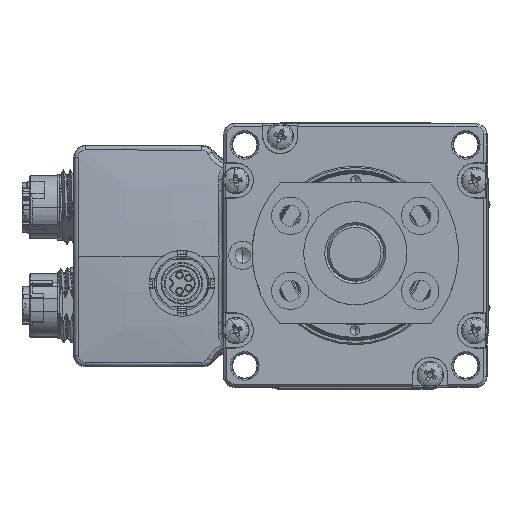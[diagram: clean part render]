
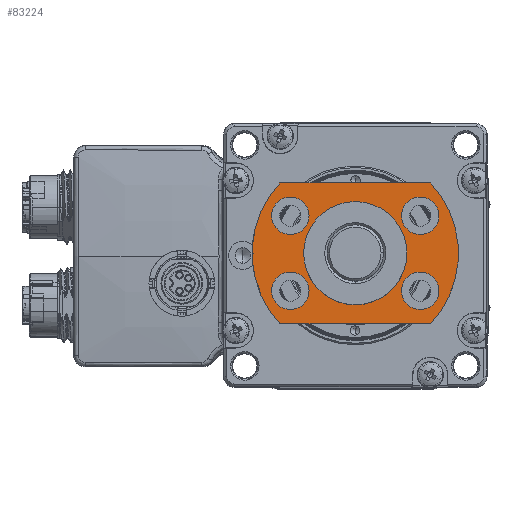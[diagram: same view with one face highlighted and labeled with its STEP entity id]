
A CAD part, top view. The second image highlights one B-rep face of the part: STEP entity #83224.
In plain terms, the highlighted planar face has unit normal (0, 0, 1).
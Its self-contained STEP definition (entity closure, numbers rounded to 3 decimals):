
#1405 = AXIS2_PLACEMENT_3D ( 'NONE', #5507, #93225, #27571 ) ;
#1665 = AXIS2_PLACEMENT_3D ( 'NONE', #24011, #88082, #40280 ) ;
#2194 = VECTOR ( 'NONE', #93470, 1000. ) ;
#2274 = DIRECTION ( 'NONE',  ( 1., 0., 0. ) ) ;
#2338 = ORIENTED_EDGE ( 'NONE', *, *, #98652, .F. ) ;
#2731 = VERTEX_POINT ( 'NONE', #37885 ) ;
#3498 = CARTESIAN_POINT ( 'NONE',  ( -4., -13.856, 10. ) ) ;
#4188 = FACE_BOUND ( 'NONE', #65262, .T. ) ;
#4203 = DIRECTION ( 'NONE',  ( 0., 0., 1. ) ) ;
#5507 = CARTESIAN_POINT ( 'NONE',  ( -8., -13.856, 10. ) ) ;
#6291 = CARTESIAN_POINT ( 'NONE',  ( 8., -13.856, 10. ) ) ;
#6307 = EDGE_CURVE ( 'NONE', #36444, #52084, #18185, .T. ) ;
#6723 = VERTEX_POINT ( 'NONE', #79619 ) ;
#7039 = CARTESIAN_POINT ( 'NONE',  ( -8., 13.856, 10. ) ) ;
#8705 = DIRECTION ( 'NONE',  ( 1., 0., 0. ) ) ;
#9019 = VERTEX_POINT ( 'NONE', #71010 ) ;
#11547 = DIRECTION ( 'NONE',  ( 0., 0., 1. ) ) ;
#11650 = VERTEX_POINT ( 'NONE', #66897 ) ;
#12219 = DIRECTION ( 'NONE',  ( 0., 0., 1. ) ) ;
#12952 = EDGE_CURVE ( 'NONE', #46833, #27558, #14662, .T. ) ;
#13004 = EDGE_CURVE ( 'NONE', #49841, #103202, #44266, .T. ) ;
#14523 = VERTEX_POINT ( 'NONE', #78852 ) ;
#14662 = LINE ( 'NONE', #29884, #2194 ) ;
#15200 = VERTEX_POINT ( 'NONE', #103951 ) ;
#15638 = VECTOR ( 'NONE', #61069, 1000. ) ;
#17352 = ORIENTED_EDGE ( 'NONE', *, *, #6307, .T. ) ;
#18185 = CIRCLE ( 'NONE', #1405, 4. ) ;
#18419 = EDGE_CURVE ( 'NONE', #6723, #23967, #31882, .T. ) ;
#18540 = DIRECTION ( 'NONE',  ( 0., 0., 1. ) ) ;
#18915 = FACE_BOUND ( 'NONE', #53248, .T. ) ;
#20649 = CARTESIAN_POINT ( 'NONE',  ( -15., 16.093, 10. ) ) ;
#23967 = VERTEX_POINT ( 'NONE', #31896 ) ;
#24011 = CARTESIAN_POINT ( 'NONE',  ( -8., -13.856, 10. ) ) ;
#25004 = CARTESIAN_POINT ( 'NONE',  ( -12., -13.856, 10. ) ) ;
#25272 = CIRCLE ( 'NONE', #45461, 22. ) ;
#25308 = CIRCLE ( 'NONE', #33711, 4. ) ;
#27558 = VERTEX_POINT ( 'NONE', #89528 ) ;
#27571 = DIRECTION ( 'NONE',  ( 1., 0., 0. ) ) ;
#29884 = CARTESIAN_POINT ( 'NONE',  ( -15., 16.093, 10. ) ) ;
#30119 = AXIS2_PLACEMENT_3D ( 'NONE', #62422, #78670, #70825 ) ;
#30803 = AXIS2_PLACEMENT_3D ( 'NONE', #91911, #98764, #100319 ) ;
#31561 = ORIENTED_EDGE ( 'NONE', *, *, #79103, .T. ) ;
#31882 = CIRCLE ( 'NONE', #90575, 4. ) ;
#31896 = CARTESIAN_POINT ( 'NONE',  ( 12., -13.856, 10. ) ) ;
#33711 = AXIS2_PLACEMENT_3D ( 'NONE', #7039, #70601, #71116 ) ;
#34719 = VERTEX_POINT ( 'NONE', #91846 ) ;
#34881 = ORIENTED_EDGE ( 'NONE', *, *, #69957, .F. ) ;
#35009 = AXIS2_PLACEMENT_3D ( 'NONE', #103822, #80663, #8705 ) ;
#36230 = FACE_BOUND ( 'NONE', #54193, .T. ) ;
#36444 = VERTEX_POINT ( 'NONE', #3498 ) ;
#36710 = CARTESIAN_POINT ( 'NONE',  ( 0., 0., 10. ) ) ;
#36858 = CARTESIAN_POINT ( 'NONE',  ( 15., 16.093, 10. ) ) ;
#37696 = AXIS2_PLACEMENT_3D ( 'NONE', #90501, #18540, #91038 ) ;
#37885 = CARTESIAN_POINT ( 'NONE',  ( 12., 13.856, 10. ) ) ;
#37899 = ORIENTED_EDGE ( 'NONE', *, *, #86993, .F. ) ;
#40280 = DIRECTION ( 'NONE',  ( 1., 0., 0. ) ) ;
#40454 = EDGE_CURVE ( 'NONE', #103202, #46833, #25272, .T. ) ;
#40768 = ORIENTED_EDGE ( 'NONE', *, *, #94769, .T. ) ;
#42558 = FACE_BOUND ( 'NONE', #91462, .T. ) ;
#43031 = DIRECTION ( 'NONE',  ( 1., 0., 0. ) ) ;
#43552 = DIRECTION ( 'NONE',  ( 0., 0., 1. ) ) ;
#44073 = EDGE_LOOP ( 'NONE', ( #73583, #85276, #31561, #81561 ) ) ;
#44127 = CARTESIAN_POINT ( 'NONE',  ( 0., 0., 10. ) ) ;
#44266 = LINE ( 'NONE', #101005, #15638 ) ;
#44937 = ORIENTED_EDGE ( 'NONE', *, *, #45950, .T. ) ;
#45461 = AXIS2_PLACEMENT_3D ( 'NONE', #36710, #43552, #43031 ) ;
#45696 = CARTESIAN_POINT ( 'NONE',  ( 0., 0., 10. ) ) ;
#45950 = EDGE_CURVE ( 'NONE', #52084, #36444, #55298, .T. ) ;
#46833 = VERTEX_POINT ( 'NONE', #20649 ) ;
#46941 = CIRCLE ( 'NONE', #75390, 4. ) ;
#49375 = CIRCLE ( 'NONE', #37696, 11. ) ;
#49502 = CIRCLE ( 'NONE', #64597, 11. ) ;
#49688 = EDGE_LOOP ( 'NONE', ( #37899, #2338 ) ) ;
#49758 = ORIENTED_EDGE ( 'NONE', *, *, #18419, .T. ) ;
#49841 = VERTEX_POINT ( 'NONE', #61681 ) ;
#52084 = VERTEX_POINT ( 'NONE', #25004 ) ;
#53248 = EDGE_LOOP ( 'NONE', ( #40768, #49758 ) ) ;
#54193 = EDGE_LOOP ( 'NONE', ( #34881, #90649 ) ) ;
#55298 = CIRCLE ( 'NONE', #1665, 4. ) ;
#58762 = CIRCLE ( 'NONE', #72190, 22. ) ;
#60578 = DIRECTION ( 'NONE',  ( 1., 0., 0. ) ) ;
#61069 = DIRECTION ( 'NONE',  ( 0., 1., 0. ) ) ;
#61601 = ORIENTED_EDGE ( 'NONE', *, *, #70623, .F. ) ;
#61681 = CARTESIAN_POINT ( 'NONE',  ( 15., -16.093, 10. ) ) ;
#62422 = CARTESIAN_POINT ( 'NONE',  ( 8., 13.856, 10. ) ) ;
#64597 = AXIS2_PLACEMENT_3D ( 'NONE', #44127, #11547, #76151 ) ;
#65262 = EDGE_LOOP ( 'NONE', ( #17352, #44937 ) ) ;
#66353 = CARTESIAN_POINT ( 'NONE',  ( -8., 13.856, 10. ) ) ;
#66707 = FACE_BOUND ( 'NONE', #49688, .T. ) ;
#66897 = CARTESIAN_POINT ( 'NONE',  ( -12., 13.856, 10. ) ) ;
#69567 = AXIS2_PLACEMENT_3D ( 'NONE', #66353, #12219, #2274 ) ;
#69957 = EDGE_CURVE ( 'NONE', #2731, #34719, #103802, .T. ) ;
#70601 = DIRECTION ( 'NONE',  ( 0., 0., 1. ) ) ;
#70623 = EDGE_CURVE ( 'NONE', #9019, #14523, #49502, .T. ) ;
#70825 = DIRECTION ( 'NONE',  ( 1., 0., 0. ) ) ;
#70904 = DIRECTION ( 'NONE',  ( 1., 0., 0. ) ) ;
#71010 = CARTESIAN_POINT ( 'NONE',  ( -11., 0., 10. ) ) ;
#71116 = DIRECTION ( 'NONE',  ( 1., 0., 0. ) ) ;
#72190 = AXIS2_PLACEMENT_3D ( 'NONE', #45696, #4203, #91420 ) ;
#73583 = ORIENTED_EDGE ( 'NONE', *, *, #40454, .T. ) ;
#75082 = PLANE ( 'NONE',  #30803 ) ;
#75104 = EDGE_CURVE ( 'NONE', #34719, #2731, #83804, .T. ) ;
#75390 = AXIS2_PLACEMENT_3D ( 'NONE', #85239, #98952, #60578 ) ;
#75617 = FACE_OUTER_BOUND ( 'NONE', #44073, .T. ) ;
#76151 = DIRECTION ( 'NONE',  ( 1., 0., 0. ) ) ;
#78670 = DIRECTION ( 'NONE',  ( 0., 0., 1. ) ) ;
#78852 = CARTESIAN_POINT ( 'NONE',  ( 11., 0., 10. ) ) ;
#79103 = EDGE_CURVE ( 'NONE', #27558, #49841, #58762, .T. ) ;
#79292 = DIRECTION ( 'NONE',  ( 0., 0., -1. ) ) ;
#79619 = CARTESIAN_POINT ( 'NONE',  ( 4., -13.856, 10. ) ) ;
#80663 = DIRECTION ( 'NONE',  ( 0., 0., 1. ) ) ;
#81561 = ORIENTED_EDGE ( 'NONE', *, *, #13004, .T. ) ;
#83224 = ADVANCED_FACE ( 'NONE', ( #4188, #18915, #66707, #36230, #42558, #75617 ), #75082, .T. ) ;
#83804 = CIRCLE ( 'NONE', #30119, 4. ) ;
#85239 = CARTESIAN_POINT ( 'NONE',  ( 8., -13.856, 10. ) ) ;
#85276 = ORIENTED_EDGE ( 'NONE', *, *, #12952, .T. ) ;
#85864 = ORIENTED_EDGE ( 'NONE', *, *, #87055, .F. ) ;
#86993 = EDGE_CURVE ( 'NONE', #15200, #11650, #101439, .T. ) ;
#87055 = EDGE_CURVE ( 'NONE', #14523, #9019, #49375, .T. ) ;
#88082 = DIRECTION ( 'NONE',  ( 0., 0., -1. ) ) ;
#89528 = CARTESIAN_POINT ( 'NONE',  ( -15., -16.093, 10. ) ) ;
#90501 = CARTESIAN_POINT ( 'NONE',  ( 0., 0., 10. ) ) ;
#90575 = AXIS2_PLACEMENT_3D ( 'NONE', #6291, #79292, #70904 ) ;
#90649 = ORIENTED_EDGE ( 'NONE', *, *, #75104, .F. ) ;
#91038 = DIRECTION ( 'NONE',  ( 1., 0., 0. ) ) ;
#91420 = DIRECTION ( 'NONE',  ( 1., 0., 0. ) ) ;
#91462 = EDGE_LOOP ( 'NONE', ( #61601, #85864 ) ) ;
#91846 = CARTESIAN_POINT ( 'NONE',  ( 4., 13.856, 10. ) ) ;
#91911 = CARTESIAN_POINT ( 'NONE',  ( 0., 0., 10. ) ) ;
#93225 = DIRECTION ( 'NONE',  ( 0., 0., -1. ) ) ;
#93470 = DIRECTION ( 'NONE',  ( 0., -1., 0. ) ) ;
#94769 = EDGE_CURVE ( 'NONE', #23967, #6723, #46941, .T. ) ;
#98652 = EDGE_CURVE ( 'NONE', #11650, #15200, #25308, .T. ) ;
#98764 = DIRECTION ( 'NONE',  ( 0., 0., 1. ) ) ;
#98952 = DIRECTION ( 'NONE',  ( 0., 0., -1. ) ) ;
#100319 = DIRECTION ( 'NONE',  ( 1., 0., 0. ) ) ;
#101005 = CARTESIAN_POINT ( 'NONE',  ( 15., 16.093, 10. ) ) ;
#101439 = CIRCLE ( 'NONE', #69567, 4. ) ;
#103202 = VERTEX_POINT ( 'NONE', #36858 ) ;
#103802 = CIRCLE ( 'NONE', #35009, 4. ) ;
#103822 = CARTESIAN_POINT ( 'NONE',  ( 8., 13.856, 10. ) ) ;
#103951 = CARTESIAN_POINT ( 'NONE',  ( -4., 13.856, 10. ) ) ;
